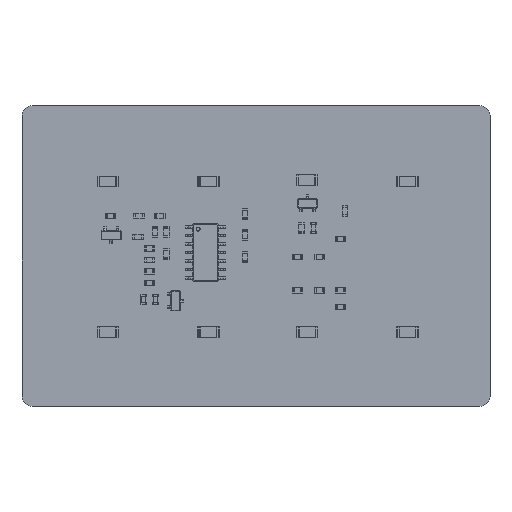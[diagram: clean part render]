
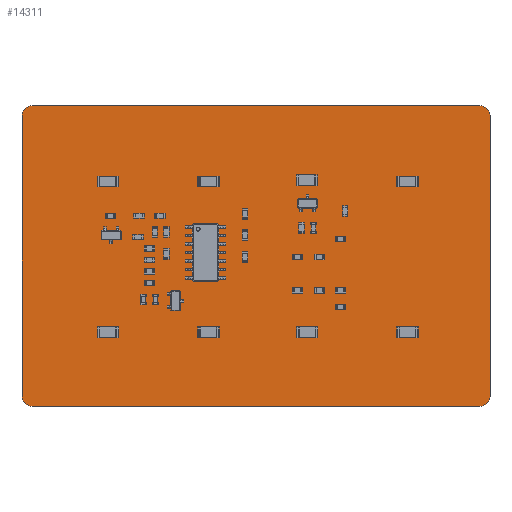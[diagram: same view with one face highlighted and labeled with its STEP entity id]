
A CAD part, top view. The second image highlights one B-rep face of the part: STEP entity #14311.
In plain terms, the highlighted planar face has unit normal (0, 0, 1).
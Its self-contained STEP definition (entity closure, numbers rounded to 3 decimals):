
#14046 = VERTEX_POINT('',#14047);
#14047 = CARTESIAN_POINT('',(187.75,-83.8,1.6));
#14053 = EDGE_CURVE('',#14046,#14054,#14056,.T.);
#14054 = VERTEX_POINT('',#14055);
#14055 = CARTESIAN_POINT('',(189.25,-85.3,1.6));
#14056 = CIRCLE('',#14057,1.5);
#14057 = AXIS2_PLACEMENT_3D('',#14058,#14059,#14060);
#14058 = CARTESIAN_POINT('',(187.75,-85.3,1.6));
#14059 = DIRECTION('',(0.,0.,-1.));
#14060 = DIRECTION('',(0.,1.,0.));
#14086 = EDGE_CURVE('',#14054,#14087,#14089,.T.);
#14087 = VERTEX_POINT('',#14088);
#14088 = CARTESIAN_POINT('',(189.25,-127.2,1.6));
#14089 = LINE('',#14090,#14091);
#14090 = CARTESIAN_POINT('',(189.25,-85.3,1.6));
#14091 = VECTOR('',#14092,1.);
#14092 = DIRECTION('',(0.,-1.,0.));
#14117 = EDGE_CURVE('',#14087,#14118,#14120,.T.);
#14118 = VERTEX_POINT('',#14119);
#14119 = CARTESIAN_POINT('',(187.75,-128.7,1.6));
#14120 = CIRCLE('',#14121,1.5);
#14121 = AXIS2_PLACEMENT_3D('',#14122,#14123,#14124);
#14122 = CARTESIAN_POINT('',(187.75,-127.2,1.6));
#14123 = DIRECTION('',(0.,0.,-1.));
#14124 = DIRECTION('',(1.,0.,0.));
#14150 = EDGE_CURVE('',#14118,#14151,#14153,.T.);
#14151 = VERTEX_POINT('',#14152);
#14152 = CARTESIAN_POINT('',(120.85,-128.7,1.6));
#14153 = LINE('',#14154,#14155);
#14154 = CARTESIAN_POINT('',(187.75,-128.7,1.6));
#14155 = VECTOR('',#14156,1.);
#14156 = DIRECTION('',(-1.,0.,0.));
#14181 = EDGE_CURVE('',#14151,#14182,#14184,.T.);
#14182 = VERTEX_POINT('',#14183);
#14183 = CARTESIAN_POINT('',(119.35,-127.2,1.6));
#14184 = CIRCLE('',#14185,1.5);
#14185 = AXIS2_PLACEMENT_3D('',#14186,#14187,#14188);
#14186 = CARTESIAN_POINT('',(120.85,-127.2,1.6));
#14187 = DIRECTION('',(0.,0.,-1.));
#14188 = DIRECTION('',(0.,-1.,-0.));
#14214 = EDGE_CURVE('',#14182,#14215,#14217,.T.);
#14215 = VERTEX_POINT('',#14216);
#14216 = CARTESIAN_POINT('',(119.35,-85.3,1.6));
#14217 = LINE('',#14218,#14219);
#14218 = CARTESIAN_POINT('',(119.35,-127.2,1.6));
#14219 = VECTOR('',#14220,1.);
#14220 = DIRECTION('',(0.,1.,0.));
#14245 = EDGE_CURVE('',#14215,#14246,#14248,.T.);
#14246 = VERTEX_POINT('',#14247);
#14247 = CARTESIAN_POINT('',(120.85,-83.8,1.6));
#14248 = CIRCLE('',#14249,1.5);
#14249 = AXIS2_PLACEMENT_3D('',#14250,#14251,#14252);
#14250 = CARTESIAN_POINT('',(120.85,-85.3,1.6));
#14251 = DIRECTION('',(0.,0.,-1.));
#14252 = DIRECTION('',(-1.,0.,0.));
#14278 = EDGE_CURVE('',#14246,#14046,#14279,.T.);
#14279 = LINE('',#14280,#14281);
#14280 = CARTESIAN_POINT('',(120.85,-83.8,1.6));
#14281 = VECTOR('',#14282,1.);
#14282 = DIRECTION('',(1.,0.,0.));
#14311 = ADVANCED_FACE('',(#14312),#14322,.T.);
#14312 = FACE_BOUND('',#14313,.F.);
#14313 = EDGE_LOOP('',(#14314,#14315,#14316,#14317,#14318,#14319,#14320,
    #14321));
#14314 = ORIENTED_EDGE('',*,*,#14053,.T.);
#14315 = ORIENTED_EDGE('',*,*,#14086,.T.);
#14316 = ORIENTED_EDGE('',*,*,#14117,.T.);
#14317 = ORIENTED_EDGE('',*,*,#14150,.T.);
#14318 = ORIENTED_EDGE('',*,*,#14181,.T.);
#14319 = ORIENTED_EDGE('',*,*,#14214,.T.);
#14320 = ORIENTED_EDGE('',*,*,#14245,.T.);
#14321 = ORIENTED_EDGE('',*,*,#14278,.T.);
#14322 = PLANE('',#14323);
#14323 = AXIS2_PLACEMENT_3D('',#14324,#14325,#14326);
#14324 = CARTESIAN_POINT('',(0.,0.,1.6));
#14325 = DIRECTION('',(0.,0.,1.));
#14326 = DIRECTION('',(1.,0.,-0.));
